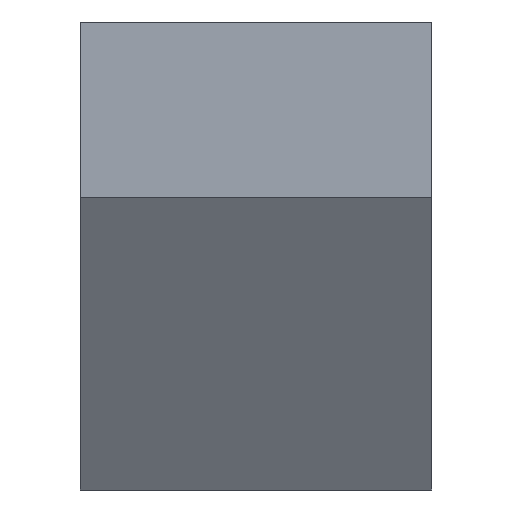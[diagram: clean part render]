
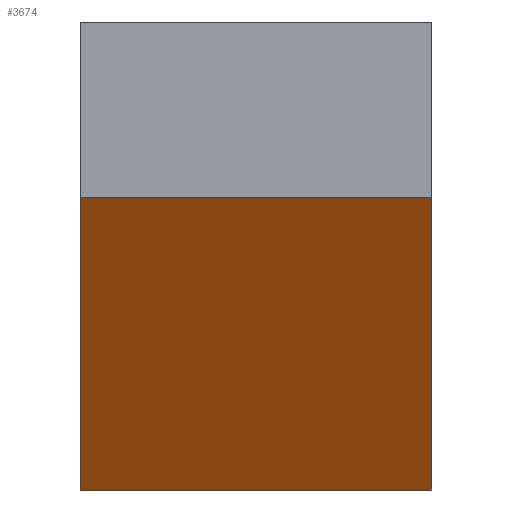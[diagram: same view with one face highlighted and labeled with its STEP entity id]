
A CAD part, front view. The second image highlights one B-rep face of the part: STEP entity #3674.
In plain terms, the highlighted planar face has unit normal (0, -0.259, -0.966).
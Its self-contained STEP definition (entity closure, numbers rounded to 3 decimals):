
#408=FACE_OUTER_BOUND('',#636,.T.);
#636=EDGE_LOOP('',(#3282,#3283,#3284,#3285));
#1028=LINE('',#6241,#1429);
#1042=LINE('',#6347,#1443);
#1043=LINE('',#6349,#1444);
#1044=LINE('',#6350,#1445);
#1429=VECTOR('',#4647,10.);
#1443=VECTOR('',#4731,10.);
#1444=VECTOR('',#4732,10.);
#1445=VECTOR('',#4733,10.);
#1767=VERTEX_POINT('',#6239);
#1768=VERTEX_POINT('',#6240);
#1793=VERTEX_POINT('',#6346);
#1794=VERTEX_POINT('',#6348);
#2264=EDGE_CURVE('',#1767,#1768,#1028,.T.);
#2298=EDGE_CURVE('',#1768,#1793,#1042,.T.);
#2299=EDGE_CURVE('',#1793,#1794,#1043,.T.);
#2300=EDGE_CURVE('',#1794,#1767,#1044,.T.);
#3282=ORIENTED_EDGE('',*,*,#2264,.T.);
#3283=ORIENTED_EDGE('',*,*,#2298,.T.);
#3284=ORIENTED_EDGE('',*,*,#2299,.T.);
#3285=ORIENTED_EDGE('',*,*,#2300,.T.);
#3482=PLANE('',#3902);
#3674=ADVANCED_FACE('',(#408),#3482,.T.);
#3902=AXIS2_PLACEMENT_3D('',#6345,#4729,#4730);
#4647=DIRECTION('',(0.,-0.966,0.259));
#4729=DIRECTION('center_axis',(0.,-0.259,-0.966));
#4730=DIRECTION('ref_axis',(-1.,0.,0.));
#4731=DIRECTION('',(-1.,0.,0.));
#4732=DIRECTION('',(0.,0.966,-0.259));
#4733=DIRECTION('',(1.,0.,0.));
#6239=CARTESIAN_POINT('',(30.,-306.699,-15.));
#6240=CARTESIAN_POINT('',(30.,-400.,10.));
#6241=CARTESIAN_POINT('',(30.,-189.447,-46.417));
#6345=CARTESIAN_POINT('Origin',(0.,-353.349,-2.5));
#6346=CARTESIAN_POINT('',(0.,-400.,10.));
#6347=CARTESIAN_POINT('',(0.,-400.,10.));
#6348=CARTESIAN_POINT('',(0.,-306.699,-15.));
#6349=CARTESIAN_POINT('',(0.,-189.447,-46.417));
#6350=CARTESIAN_POINT('',(0.,-306.699,-15.));
